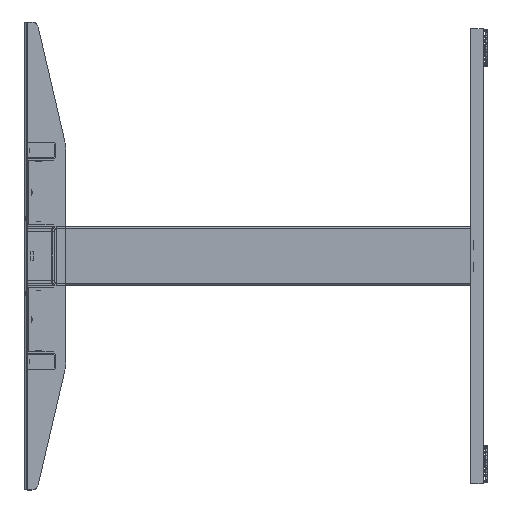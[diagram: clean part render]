
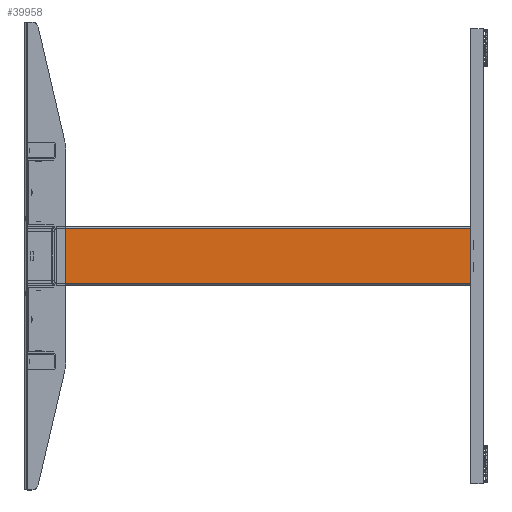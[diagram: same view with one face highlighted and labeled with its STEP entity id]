
A CAD part, left-side view. The second image highlights one B-rep face of the part: STEP entity #39958.
In plain terms, the highlighted planar face has unit normal (-1, 0, 0).
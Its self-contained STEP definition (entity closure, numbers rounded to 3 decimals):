
#6868 = LINE ( 'NONE', #24111, #90583 ) ;
#12500 = ORIENTED_EDGE ( 'NONE', *, *, #92610, .F. ) ;
#15133 = DIRECTION ( 'NONE',  ( 0., 1., 0. ) ) ;
#15710 = PLANE ( 'NONE',  #103949 ) ;
#19525 = CARTESIAN_POINT ( 'NONE',  ( -1891., 27., -42.5 ) ) ;
#22986 = VECTOR ( 'NONE', #116005, 1000. ) ;
#24111 = CARTESIAN_POINT ( 'NONE',  ( -1891., 27., -42.5 ) ) ;
#27215 = EDGE_CURVE ( 'NONE', #89886, #59446, #6868, .T. ) ;
#28847 = CARTESIAN_POINT ( 'NONE',  ( -1891., 664., -42.5 ) ) ;
#39958 = ADVANCED_FACE ( 'NONE', ( #49961 ), #15710, .F. ) ;
#40811 = ORIENTED_EDGE ( 'NONE', *, *, #70409, .T. ) ;
#45285 = CARTESIAN_POINT ( 'NONE',  ( -1891., 27., -42.5 ) ) ;
#49961 = FACE_OUTER_BOUND ( 'NONE', #92743, .T. ) ;
#51652 = DIRECTION ( 'NONE',  ( 0., 0., -1. ) ) ;
#54230 = CARTESIAN_POINT ( 'NONE',  ( -1891., 664., -42.5 ) ) ;
#58333 = VERTEX_POINT ( 'NONE', #111102 ) ;
#59446 = VERTEX_POINT ( 'NONE', #76690 ) ;
#70409 = EDGE_CURVE ( 'NONE', #89886, #58333, #102713, .T. ) ;
#70916 = VERTEX_POINT ( 'NONE', #54230 ) ;
#74009 = CARTESIAN_POINT ( 'NONE',  ( -1891., 27., 42.5 ) ) ;
#76690 = CARTESIAN_POINT ( 'NONE',  ( -1891., 27., -42.5 ) ) ;
#84001 = VECTOR ( 'NONE', #122866, 1000. ) ;
#89886 = VERTEX_POINT ( 'NONE', #122626 ) ;
#90583 = VECTOR ( 'NONE', #51652, 1000. ) ;
#91363 = DIRECTION ( 'NONE',  ( 0., 0., -1. ) ) ;
#92610 = EDGE_CURVE ( 'NONE', #59446, #70916, #121656, .T. ) ;
#92743 = EDGE_LOOP ( 'NONE', ( #114181, #12500, #120593, #40811 ) ) ;
#94817 = EDGE_CURVE ( 'NONE', #58333, #70916, #112384, .T. ) ;
#100933 = DIRECTION ( 'NONE',  ( 1., 0., 0. ) ) ;
#102713 = LINE ( 'NONE', #74009, #110166 ) ;
#103949 = AXIS2_PLACEMENT_3D ( 'NONE', #45285, #100933, #91363 ) ;
#110166 = VECTOR ( 'NONE', #15133, 1000. ) ;
#111102 = CARTESIAN_POINT ( 'NONE',  ( -1891., 664., 42.5 ) ) ;
#112384 = LINE ( 'NONE', #28847, #84001 ) ;
#114181 = ORIENTED_EDGE ( 'NONE', *, *, #94817, .T. ) ;
#116005 = DIRECTION ( 'NONE',  ( 0., 1., 0. ) ) ;
#120593 = ORIENTED_EDGE ( 'NONE', *, *, #27215, .F. ) ;
#121656 = LINE ( 'NONE', #19525, #22986 ) ;
#122626 = CARTESIAN_POINT ( 'NONE',  ( -1891., 27., 42.5 ) ) ;
#122866 = DIRECTION ( 'NONE',  ( 0., 0., -1. ) ) ;
